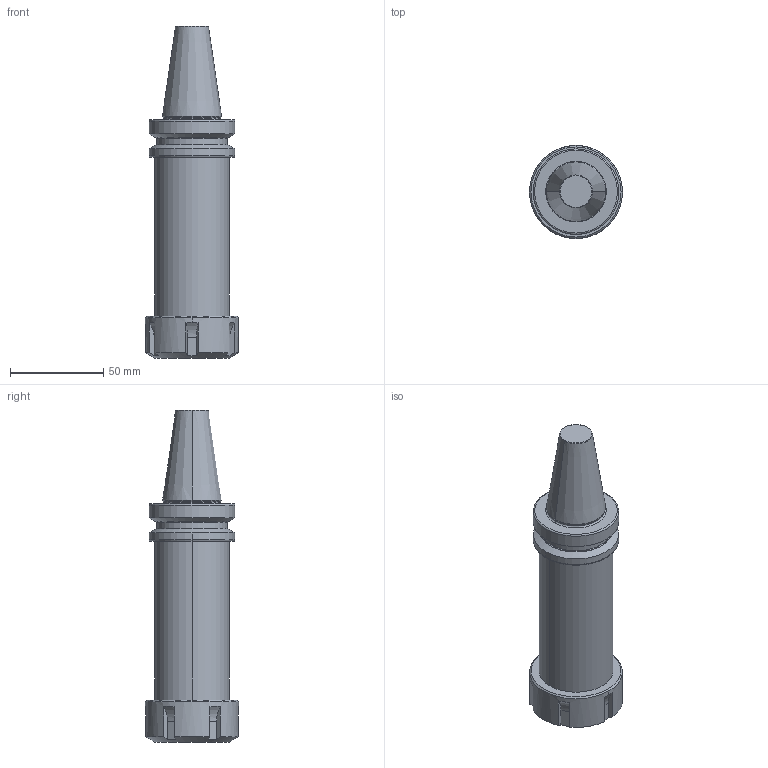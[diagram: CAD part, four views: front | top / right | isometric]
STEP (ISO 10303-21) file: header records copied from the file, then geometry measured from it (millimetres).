
FILE_DESCRIPTION(/* description */ (''),/* implementation_level */ '2;1');
FILE_NAME(/* name */ '1626239774366.stp',/* time_stamp */ '2021-07-14T10:46:27+05:00',/* author */ (''),/* organization */ ('SMS'),/* preprocessor_version */ 'ST-DEVELOPER v16.7',/* originating_system */ 'SIEMENS PLM Software NX 12.0',/* authorisation */ '');
FILE_SCHEMA (('AUTOMOTIVE_DESIGN { 1 0 10303 214 3 1 1 1 }'));
Length unit declared in the file: millimetre
Products named in the file (1): 203600012mod000_00
Bounding box: 50 x 50 x 178.4 mm (x, y, z)
Volume: 203666.9 mm3; surface area: 25653.6 mm2
Topology: 1 solids, 1 shells, 62 faces, 147 edges, 95 vertices
Faces by surface type: plane 25, cylinder 16, torus 11, cone 10
Full cylindrical faces by diameter (mm): 37.75 x1, 45.98 x1
Entity records: 1881 total; most frequent: CARTESIAN_POINT 428, DIRECTION 296, ORIENTED_EDGE 294, EDGE_CURVE 147, AXIS2_PLACEMENT_3D 123, VERTEX_POINT 92, EDGE_LOOP 67, ADVANCED_FACE 62
